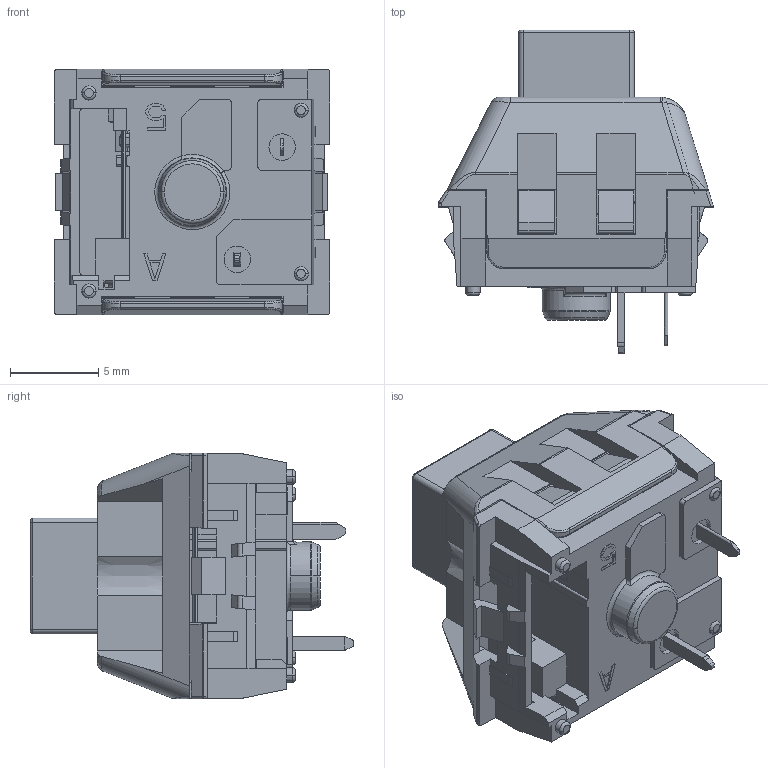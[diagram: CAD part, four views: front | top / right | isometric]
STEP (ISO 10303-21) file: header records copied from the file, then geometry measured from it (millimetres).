
FILE_DESCRIPTION((''),'2;1');
FILE_NAME('CPG1511F01S02_ASM','2020-07-27T',('eng04'),(''),'PRO/ENGINEER BY PARAMETRIC TECHNOLOGY CORPORATION, 2014090','PRO/ENGINEER BY PARAMETRIC TECHNOLOGY CORPORATION, 2014090','');
FILE_SCHEMA(('CONFIG_CONTROL_DESIGN'));
Length unit declared in the file: millimetre
Products named in the file (1): CPG1511F01S02_ASM
Bounding box: 15.56 x 18.3 x 13.9 mm (x, y, z)
Volume: 1630.6 mm3; surface area: 2186.7 mm2
Topology: 1 solids, 8 shells, 1167 faces, 3283 edges, 2134 vertices
Faces by surface type: plane 742, cylinder 238, extrusion 90, bspline 40, torus 30, cone 16, sphere 11
Entity records: 39980 total; most frequent: CARTESIAN_POINT 10345, ORIENTED_EDGE 6560, DIRECTION 5520, EDGE_CURVE 3283, VECTOR 2466, LINE 2376, VERTEX_POINT 2134, AXIS2_PLACEMENT_3D 1527
